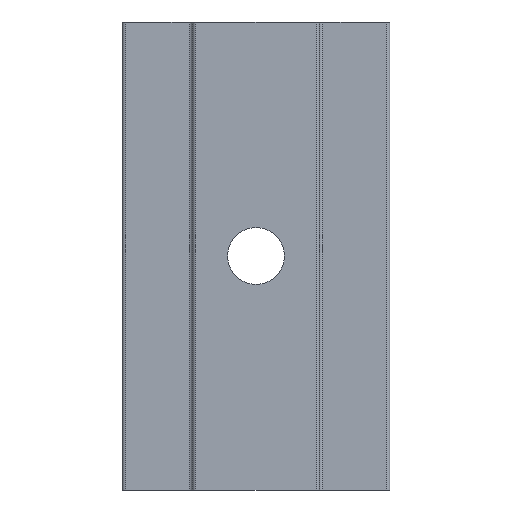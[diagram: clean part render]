
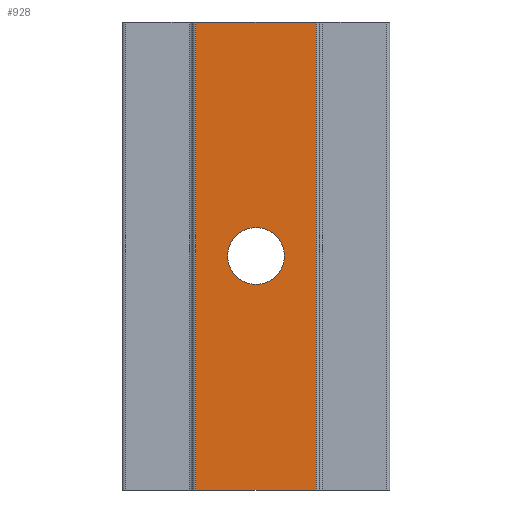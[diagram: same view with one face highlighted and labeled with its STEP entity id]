
A CAD part, front view. The second image highlights one B-rep face of the part: STEP entity #928.
In plain terms, the highlighted planar face has unit normal (0, -1, 0).
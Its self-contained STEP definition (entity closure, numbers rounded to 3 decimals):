
#8 = EDGE_CURVE ( 'NONE', #682, #761, #246, .T. ) ;
#10 = EDGE_CURVE ( 'NONE', #224, #232, #249, .T. ) ;
#104 = CARTESIAN_POINT ( 'NONE',  ( 316.246, 3769.281, 70. ) ) ;
#110 = FACE_OUTER_BOUND ( 'NONE', #929, .T. ) ;
#114 = PLANE ( 'NONE',  #121 ) ;
#121 = AXIS2_PLACEMENT_3D ( 'NONE', #104, #143, #142 ) ;
#126 = FACE_BOUND ( 'NONE', #230, .T. ) ;
#142 = DIRECTION ( 'NONE',  ( -1., 0., 0. ) ) ;
#143 = DIRECTION ( 'NONE',  ( 0., 1., 0. ) ) ;
#210 = EDGE_CURVE ( 'NONE', #228, #212, #244, .T. ) ;
#212 = VERTEX_POINT ( 'NONE', #260 ) ;
#214 = EDGE_CURVE ( 'NONE', #232, #212, #272, .T. ) ;
#224 = VERTEX_POINT ( 'NONE', #296 ) ;
#228 = VERTEX_POINT ( 'NONE', #241 ) ;
#230 = EDGE_LOOP ( 'NONE', ( #737, #927 ) ) ;
#231 = ORIENTED_EDGE ( 'NONE', *, *, #309, .F. ) ;
#232 = VERTEX_POINT ( 'NONE', #299 ) ;
#236 = DIRECTION ( 'NONE',  ( 0., 0., -1. ) ) ;
#237 = VECTOR ( 'NONE', #236, 1000. ) ;
#238 = CARTESIAN_POINT ( 'NONE',  ( 316.246, 3769.281, 70. ) ) ;
#239 = DIRECTION ( 'NONE',  ( 0., 0., 1. ) ) ;
#240 = AXIS2_PLACEMENT_3D ( 'NONE', #250, #243, #239 ) ;
#241 = CARTESIAN_POINT ( 'NONE',  ( 316.246, 3769.281, 70. ) ) ;
#243 = DIRECTION ( 'NONE',  ( 0., 1., 0. ) ) ;
#244 = LINE ( 'NONE', #238, #237 ) ;
#246 = CIRCLE ( 'NONE', #240, 4.25 ) ;
#247 = VECTOR ( 'NONE', #257, 1000. ) ;
#248 = CARTESIAN_POINT ( 'NONE',  ( 298.246, 3769.281, 70. ) ) ;
#249 = LINE ( 'NONE', #248, #247 ) ;
#250 = CARTESIAN_POINT ( 'NONE',  ( 307.246, 3769.281, 35. ) ) ;
#257 = DIRECTION ( 'NONE',  ( 0., 0., -1. ) ) ;
#260 = CARTESIAN_POINT ( 'NONE',  ( 316.246, 3769.281, 0. ) ) ;
#271 = CARTESIAN_POINT ( 'NONE',  ( 316.246, 3769.281, 0. ) ) ;
#272 = LINE ( 'NONE', #271, #278 ) ;
#273 = DIRECTION ( 'NONE',  ( 1., 0., 0. ) ) ;
#278 = VECTOR ( 'NONE', #273, 1000. ) ;
#296 = CARTESIAN_POINT ( 'NONE',  ( 298.246, 3769.281, 70. ) ) ;
#299 = CARTESIAN_POINT ( 'NONE',  ( 298.246, 3769.281, 0. ) ) ;
#305 = ORIENTED_EDGE ( 'NONE', *, *, #210, .F. ) ;
#309 = EDGE_CURVE ( 'NONE', #224, #228, #346, .T. ) ;
#311 = ORIENTED_EDGE ( 'NONE', *, *, #214, .T. ) ;
#344 = DIRECTION ( 'NONE',  ( 1., 0., 0. ) ) ;
#345 = VECTOR ( 'NONE', #344, 1000. ) ;
#346 = LINE ( 'NONE', #347, #345 ) ;
#347 = CARTESIAN_POINT ( 'NONE',  ( 316.246, 3769.281, 70. ) ) ;
#435 = CARTESIAN_POINT ( 'NONE',  ( 307.246, 3769.281, 39.25 ) ) ;
#481 = DIRECTION ( 'NONE',  ( 0., 0., 1. ) ) ;
#482 = AXIS2_PLACEMENT_3D ( 'NONE', #493, #509, #481 ) ;
#483 = CIRCLE ( 'NONE', #482, 4.25 ) ;
#493 = CARTESIAN_POINT ( 'NONE',  ( 307.246, 3769.281, 35. ) ) ;
#501 = CARTESIAN_POINT ( 'NONE',  ( 307.246, 3769.281, 30.75 ) ) ;
#509 = DIRECTION ( 'NONE',  ( 0., 1., 0. ) ) ;
#682 = VERTEX_POINT ( 'NONE', #435 ) ;
#731 = ORIENTED_EDGE ( 'NONE', *, *, #10, .T. ) ;
#737 = ORIENTED_EDGE ( 'NONE', *, *, #8, .T. ) ;
#761 = VERTEX_POINT ( 'NONE', #501 ) ;
#774 = EDGE_CURVE ( 'NONE', #761, #682, #483, .T. ) ;
#927 = ORIENTED_EDGE ( 'NONE', *, *, #774, .T. ) ;
#928 = ADVANCED_FACE ( 'NONE', ( #126, #110 ), #114, .F. ) ;
#929 = EDGE_LOOP ( 'NONE', ( #311, #305, #231, #731 ) ) ;
